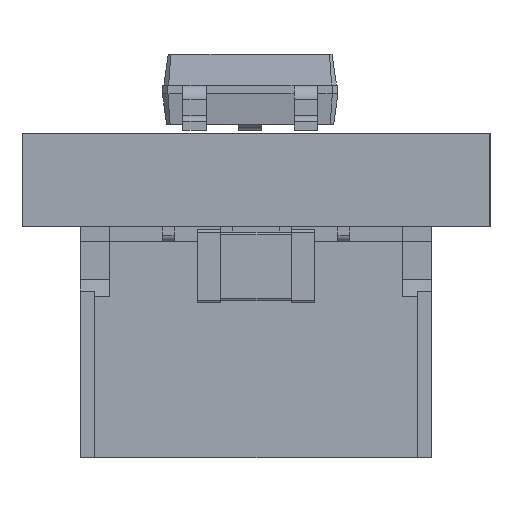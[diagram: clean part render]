
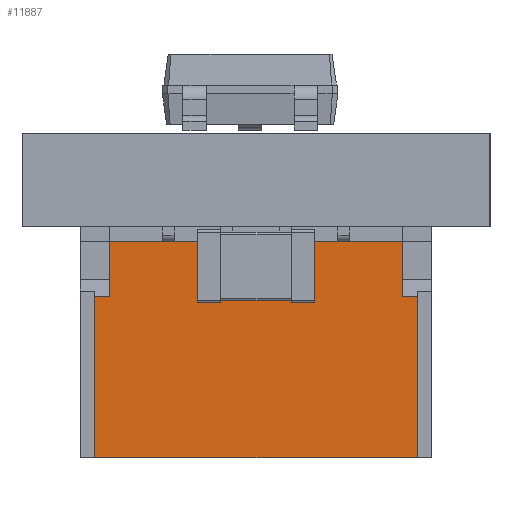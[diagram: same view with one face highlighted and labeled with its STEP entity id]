
A CAD part, left-side view. The second image highlights one B-rep face of the part: STEP entity #11887.
In plain terms, the highlighted face is planar.
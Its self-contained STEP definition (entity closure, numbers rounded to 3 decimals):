
#9694 = VERTEX_POINT('',#9695);
#9695 = CARTESIAN_POINT('',(-2.5,3.255,0.195));
#9704 = PLANE('',#9705);
#9705 = AXIS2_PLACEMENT_3D('',#9706,#9707,#9708);
#9706 = CARTESIAN_POINT('',(-3.,3.255,0.195));
#9707 = DIRECTION('',(0.,0.,1.));
#9708 = DIRECTION('',(1.,0.,0.));
#9716 = PLANE('',#9717);
#9717 = AXIS2_PLACEMENT_3D('',#9718,#9719,#9720);
#9718 = CARTESIAN_POINT('',(-2.5,2.755,-0.355));
#9719 = DIRECTION('',(1.,0.,0.));
#9720 = DIRECTION('',(0.,0.,-1.));
#10205 = VERTEX_POINT('',#10206);
#10206 = CARTESIAN_POINT('',(2.5,3.255,0.195));
#10220 = PLANE('',#10221);
#10221 = AXIS2_PLACEMENT_3D('',#10222,#10223,#10224);
#10222 = CARTESIAN_POINT('',(2.5,2.755,-0.355));
#10223 = DIRECTION('',(-1.,0.,0.));
#10224 = DIRECTION('',(0.,0.,1.));
#10232 = EDGE_CURVE('',#9694,#10205,#10233,.T.);
#10233 = SURFACE_CURVE('',#10234,(#10238,#10245),.PCURVE_S1.);
#10234 = LINE('',#10235,#10236);
#10235 = CARTESIAN_POINT('',(-3.,3.255,0.195));
#10236 = VECTOR('',#10237,1.);
#10237 = DIRECTION('',(1.,0.,0.));
#10238 = PCURVE('',#9704,#10239);
#10239 = DEFINITIONAL_REPRESENTATION('',(#10240),#10244);
#10240 = LINE('',#10241,#10242);
#10241 = CARTESIAN_POINT('',(0.,0.));
#10242 = VECTOR('',#10243,1.);
#10243 = DIRECTION('',(1.,0.));
#10244 = ( GEOMETRIC_REPRESENTATION_CONTEXT(2) 
PARAMETRIC_REPRESENTATION_CONTEXT() REPRESENTATION_CONTEXT('2D SPACE',''
  ) );
#10245 = PCURVE('',#10246,#10251);
#10246 = PLANE('',#10247);
#10247 = AXIS2_PLACEMENT_3D('',#10248,#10249,#10250);
#10248 = CARTESIAN_POINT('',(-3.,3.255,3.895));
#10249 = DIRECTION('',(0.,1.,0.));
#10250 = DIRECTION('',(0.,0.,1.));
#10251 = DEFINITIONAL_REPRESENTATION('',(#10252),#10256);
#10252 = LINE('',#10253,#10254);
#10253 = CARTESIAN_POINT('',(-3.7,0.));
#10254 = VECTOR('',#10255,1.);
#10255 = DIRECTION('',(0.,1.));
#10256 = ( GEOMETRIC_REPRESENTATION_CONTEXT(2) 
PARAMETRIC_REPRESENTATION_CONTEXT() REPRESENTATION_CONTEXT('2D SPACE',''
  ) );
#10272 = PLANE('',#10273);
#10273 = AXIS2_PLACEMENT_3D('',#10274,#10275,#10276);
#10274 = CARTESIAN_POINT('',(-3.,3.255,3.895));
#10275 = DIRECTION('',(0.,0.,-1.));
#10276 = DIRECTION('',(-1.,0.,0.));
#10740 = VERTEX_POINT('',#10741);
#10741 = CARTESIAN_POINT('',(-2.76,3.255,3.895));
#10755 = PLANE('',#10756);
#10756 = AXIS2_PLACEMENT_3D('',#10757,#10758,#10759);
#10757 = CARTESIAN_POINT('',(-2.76,3.255,-1.055));
#10758 = DIRECTION('',(1.,0.,0.));
#10759 = DIRECTION('',(0.,0.,-1.));
#10767 = EDGE_CURVE('',#10740,#10768,#10770,.T.);
#10768 = VERTEX_POINT('',#10769);
#10769 = CARTESIAN_POINT('',(2.76,3.255,3.895));
#10770 = SURFACE_CURVE('',#10771,(#10775,#10782),.PCURVE_S1.);
#10771 = LINE('',#10772,#10773);
#10772 = CARTESIAN_POINT('',(-3.,3.255,3.895));
#10773 = VECTOR('',#10774,1.);
#10774 = DIRECTION('',(1.,0.,0.));
#10775 = PCURVE('',#10272,#10776);
#10776 = DEFINITIONAL_REPRESENTATION('',(#10777),#10781);
#10777 = LINE('',#10778,#10779);
#10778 = CARTESIAN_POINT('',(0.,0.));
#10779 = VECTOR('',#10780,1.);
#10780 = DIRECTION('',(-1.,0.));
#10781 = ( GEOMETRIC_REPRESENTATION_CONTEXT(2) 
PARAMETRIC_REPRESENTATION_CONTEXT() REPRESENTATION_CONTEXT('2D SPACE',''
  ) );
#10782 = PCURVE('',#10246,#10783);
#10783 = DEFINITIONAL_REPRESENTATION('',(#10784),#10788);
#10784 = LINE('',#10785,#10786);
#10785 = CARTESIAN_POINT('',(0.,0.));
#10786 = VECTOR('',#10787,1.);
#10787 = DIRECTION('',(0.,1.));
#10788 = ( GEOMETRIC_REPRESENTATION_CONTEXT(2) 
PARAMETRIC_REPRESENTATION_CONTEXT() REPRESENTATION_CONTEXT('2D SPACE',''
  ) );
#10804 = PLANE('',#10805);
#10805 = AXIS2_PLACEMENT_3D('',#10806,#10807,#10808);
#10806 = CARTESIAN_POINT('',(2.76,3.255,-1.055));
#10807 = DIRECTION('',(-1.,0.,0.));
#10808 = DIRECTION('',(0.,0.,1.));
#11887 = ADVANCED_FACE('',(#11888),#10246,.T.);
#11888 = FACE_BOUND('',#11889,.T.);
#11889 = EDGE_LOOP('',(#11890,#11891,#11914,#11942,#11963,#11964,#11987,
    #12015));
#11890 = ORIENTED_EDGE('',*,*,#10767,.T.);
#11891 = ORIENTED_EDGE('',*,*,#11892,.F.);
#11892 = EDGE_CURVE('',#11893,#10768,#11895,.T.);
#11893 = VERTEX_POINT('',#11894);
#11894 = CARTESIAN_POINT('',(2.76,3.255,1.134));
#11895 = SURFACE_CURVE('',#11896,(#11900,#11907),.PCURVE_S1.);
#11896 = LINE('',#11897,#11898);
#11897 = CARTESIAN_POINT('',(2.76,3.255,3.895));
#11898 = VECTOR('',#11899,1.);
#11899 = DIRECTION('',(0.,0.,1.));
#11900 = PCURVE('',#10246,#11901);
#11901 = DEFINITIONAL_REPRESENTATION('',(#11902),#11906);
#11902 = LINE('',#11903,#11904);
#11903 = CARTESIAN_POINT('',(0.,5.76));
#11904 = VECTOR('',#11905,1.);
#11905 = DIRECTION('',(1.,0.));
#11906 = ( GEOMETRIC_REPRESENTATION_CONTEXT(2) 
PARAMETRIC_REPRESENTATION_CONTEXT() REPRESENTATION_CONTEXT('2D SPACE',''
  ) );
#11907 = PCURVE('',#10804,#11908);
#11908 = DEFINITIONAL_REPRESENTATION('',(#11909),#11913);
#11909 = LINE('',#11910,#11911);
#11910 = CARTESIAN_POINT('',(4.95,0.));
#11911 = VECTOR('',#11912,1.);
#11912 = DIRECTION('',(1.,0.));
#11913 = ( GEOMETRIC_REPRESENTATION_CONTEXT(2) 
PARAMETRIC_REPRESENTATION_CONTEXT() REPRESENTATION_CONTEXT('2D SPACE',''
  ) );
#11914 = ORIENTED_EDGE('',*,*,#11915,.T.);
#11915 = EDGE_CURVE('',#11893,#11916,#11918,.T.);
#11916 = VERTEX_POINT('',#11917);
#11917 = CARTESIAN_POINT('',(2.5,3.255,1.134));
#11918 = SURFACE_CURVE('',#11919,(#11923,#11930),.PCURVE_S1.);
#11919 = LINE('',#11920,#11921);
#11920 = CARTESIAN_POINT('',(-4.,3.255,1.134));
#11921 = VECTOR('',#11922,1.);
#11922 = DIRECTION('',(-1.,0.,0.));
#11923 = PCURVE('',#10246,#11924);
#11924 = DEFINITIONAL_REPRESENTATION('',(#11925),#11929);
#11925 = LINE('',#11926,#11927);
#11926 = CARTESIAN_POINT('',(-2.761,-1.));
#11927 = VECTOR('',#11928,1.);
#11928 = DIRECTION('',(0.,-1.));
#11929 = ( GEOMETRIC_REPRESENTATION_CONTEXT(2) 
PARAMETRIC_REPRESENTATION_CONTEXT() REPRESENTATION_CONTEXT('2D SPACE',''
  ) );
#11930 = PCURVE('',#11931,#11936);
#11931 = PLANE('',#11932);
#11932 = AXIS2_PLACEMENT_3D('',#11933,#11934,#11935);
#11933 = CARTESIAN_POINT('',(2.5,2.755,0.845));
#11934 = DIRECTION('',(0.,-0.5,0.866));
#11935 = DIRECTION('',(0.,-0.866,-0.5));
#11936 = DEFINITIONAL_REPRESENTATION('',(#11937),#11941);
#11937 = LINE('',#11938,#11939);
#11938 = CARTESIAN_POINT('',(-0.577,-6.5));
#11939 = VECTOR('',#11940,1.);
#11940 = DIRECTION('',(0.,-1.));
#11941 = ( GEOMETRIC_REPRESENTATION_CONTEXT(2) 
PARAMETRIC_REPRESENTATION_CONTEXT() REPRESENTATION_CONTEXT('2D SPACE',''
  ) );
#11942 = ORIENTED_EDGE('',*,*,#11943,.T.);
#11943 = EDGE_CURVE('',#11916,#10205,#11944,.T.);
#11944 = SURFACE_CURVE('',#11945,(#11949,#11956),.PCURVE_S1.);
#11945 = LINE('',#11946,#11947);
#11946 = CARTESIAN_POINT('',(2.5,3.255,3.895));
#11947 = VECTOR('',#11948,1.);
#11948 = DIRECTION('',(0.,0.,-1.));
#11949 = PCURVE('',#10246,#11950);
#11950 = DEFINITIONAL_REPRESENTATION('',(#11951),#11955);
#11951 = LINE('',#11952,#11953);
#11952 = CARTESIAN_POINT('',(0.,5.5));
#11953 = VECTOR('',#11954,1.);
#11954 = DIRECTION('',(-1.,0.));
#11955 = ( GEOMETRIC_REPRESENTATION_CONTEXT(2) 
PARAMETRIC_REPRESENTATION_CONTEXT() REPRESENTATION_CONTEXT('2D SPACE',''
  ) );
#11956 = PCURVE('',#10220,#11957);
#11957 = DEFINITIONAL_REPRESENTATION('',(#11958),#11962);
#11958 = LINE('',#11959,#11960);
#11959 = CARTESIAN_POINT('',(4.25,0.5));
#11960 = VECTOR('',#11961,1.);
#11961 = DIRECTION('',(-1.,0.));
#11962 = ( GEOMETRIC_REPRESENTATION_CONTEXT(2) 
PARAMETRIC_REPRESENTATION_CONTEXT() REPRESENTATION_CONTEXT('2D SPACE',''
  ) );
#11963 = ORIENTED_EDGE('',*,*,#10232,.F.);
#11964 = ORIENTED_EDGE('',*,*,#11965,.T.);
#11965 = EDGE_CURVE('',#9694,#11966,#11968,.T.);
#11966 = VERTEX_POINT('',#11967);
#11967 = CARTESIAN_POINT('',(-2.5,3.255,1.134));
#11968 = SURFACE_CURVE('',#11969,(#11973,#11980),.PCURVE_S1.);
#11969 = LINE('',#11970,#11971);
#11970 = CARTESIAN_POINT('',(-2.5,3.255,3.895));
#11971 = VECTOR('',#11972,1.);
#11972 = DIRECTION('',(0.,0.,1.));
#11973 = PCURVE('',#10246,#11974);
#11974 = DEFINITIONAL_REPRESENTATION('',(#11975),#11979);
#11975 = LINE('',#11976,#11977);
#11976 = CARTESIAN_POINT('',(0.,0.5));
#11977 = VECTOR('',#11978,1.);
#11978 = DIRECTION('',(1.,0.));
#11979 = ( GEOMETRIC_REPRESENTATION_CONTEXT(2) 
PARAMETRIC_REPRESENTATION_CONTEXT() REPRESENTATION_CONTEXT('2D SPACE',''
  ) );
#11980 = PCURVE('',#9716,#11981);
#11981 = DEFINITIONAL_REPRESENTATION('',(#11982),#11986);
#11982 = LINE('',#11983,#11984);
#11983 = CARTESIAN_POINT('',(-4.25,0.5));
#11984 = VECTOR('',#11985,1.);
#11985 = DIRECTION('',(-1.,0.));
#11986 = ( GEOMETRIC_REPRESENTATION_CONTEXT(2) 
PARAMETRIC_REPRESENTATION_CONTEXT() REPRESENTATION_CONTEXT('2D SPACE',''
  ) );
#11987 = ORIENTED_EDGE('',*,*,#11988,.T.);
#11988 = EDGE_CURVE('',#11966,#11989,#11991,.T.);
#11989 = VERTEX_POINT('',#11990);
#11990 = CARTESIAN_POINT('',(-2.76,3.255,1.134));
#11991 = SURFACE_CURVE('',#11992,(#11996,#12003),.PCURVE_S1.);
#11992 = LINE('',#11993,#11994);
#11993 = CARTESIAN_POINT('',(-3.,3.255,1.134));
#11994 = VECTOR('',#11995,1.);
#11995 = DIRECTION('',(-1.,0.,0.));
#11996 = PCURVE('',#10246,#11997);
#11997 = DEFINITIONAL_REPRESENTATION('',(#11998),#12002);
#11998 = LINE('',#11999,#12000);
#11999 = CARTESIAN_POINT('',(-2.761,0.));
#12000 = VECTOR('',#12001,1.);
#12001 = DIRECTION('',(0.,-1.));
#12002 = ( GEOMETRIC_REPRESENTATION_CONTEXT(2) 
PARAMETRIC_REPRESENTATION_CONTEXT() REPRESENTATION_CONTEXT('2D SPACE',''
  ) );
#12003 = PCURVE('',#12004,#12009);
#12004 = PLANE('',#12005);
#12005 = AXIS2_PLACEMENT_3D('',#12006,#12007,#12008);
#12006 = CARTESIAN_POINT('',(-2.5,2.755,0.845));
#12007 = DIRECTION('',(0.,0.5,-0.866));
#12008 = DIRECTION('',(0.,0.866,0.5));
#12009 = DEFINITIONAL_REPRESENTATION('',(#12010),#12014);
#12010 = LINE('',#12011,#12012);
#12011 = CARTESIAN_POINT('',(0.577,-0.5));
#12012 = VECTOR('',#12013,1.);
#12013 = DIRECTION('',(0.,-1.));
#12014 = ( GEOMETRIC_REPRESENTATION_CONTEXT(2) 
PARAMETRIC_REPRESENTATION_CONTEXT() REPRESENTATION_CONTEXT('2D SPACE',''
  ) );
#12015 = ORIENTED_EDGE('',*,*,#12016,.F.);
#12016 = EDGE_CURVE('',#10740,#11989,#12017,.T.);
#12017 = SURFACE_CURVE('',#12018,(#12022,#12029),.PCURVE_S1.);
#12018 = LINE('',#12019,#12020);
#12019 = CARTESIAN_POINT('',(-2.76,3.255,3.895));
#12020 = VECTOR('',#12021,1.);
#12021 = DIRECTION('',(0.,0.,-1.));
#12022 = PCURVE('',#10246,#12023);
#12023 = DEFINITIONAL_REPRESENTATION('',(#12024),#12028);
#12024 = LINE('',#12025,#12026);
#12025 = CARTESIAN_POINT('',(0.,0.24));
#12026 = VECTOR('',#12027,1.);
#12027 = DIRECTION('',(-1.,0.));
#12028 = ( GEOMETRIC_REPRESENTATION_CONTEXT(2) 
PARAMETRIC_REPRESENTATION_CONTEXT() REPRESENTATION_CONTEXT('2D SPACE',''
  ) );
#12029 = PCURVE('',#10755,#12030);
#12030 = DEFINITIONAL_REPRESENTATION('',(#12031),#12035);
#12031 = LINE('',#12032,#12033);
#12032 = CARTESIAN_POINT('',(-4.95,0.));
#12033 = VECTOR('',#12034,1.);
#12034 = DIRECTION('',(1.,0.));
#12035 = ( GEOMETRIC_REPRESENTATION_CONTEXT(2) 
PARAMETRIC_REPRESENTATION_CONTEXT() REPRESENTATION_CONTEXT('2D SPACE',''
  ) );
